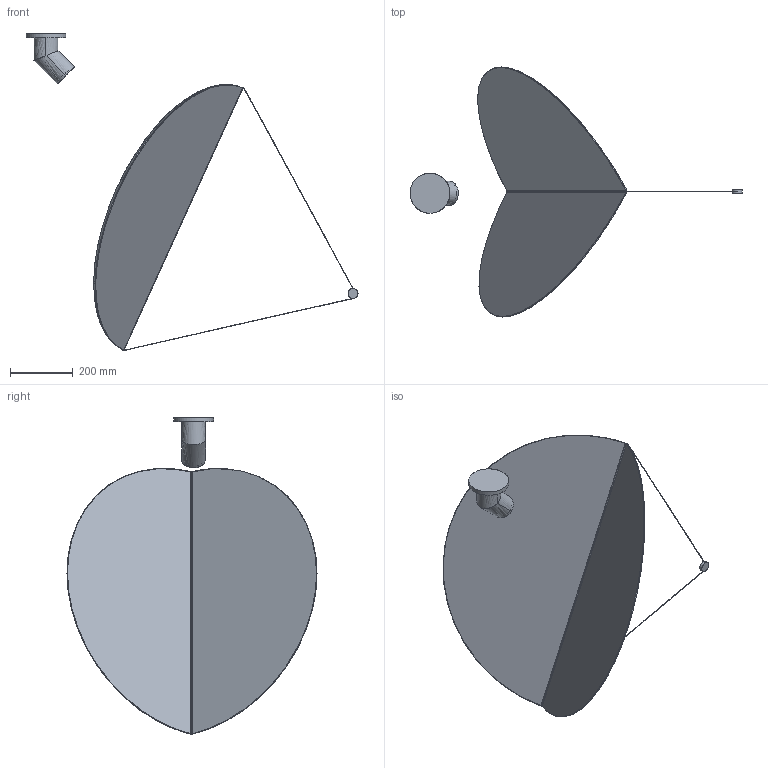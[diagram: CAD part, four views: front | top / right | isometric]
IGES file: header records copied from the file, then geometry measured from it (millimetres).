
Global section: file name: 106HBOUN36-W - Bounce Large Shade - Wall Mount.igs; native system: Rhinoceros ( Oct 24 2012 ); preprocessor: Trout Lake IGES 012 Oct 24 2012; date: 190716.181833; units: inch
Bounding box: 1054.51 x 794.08 x 1006.06 mm (x, y, z)
Surface area: 1397971 mm2 (no closed solid volume)
Topology: 0 solids, 0 shells, 34 faces, 277 edges, 272 vertices
Faces by surface type: bspline 34
